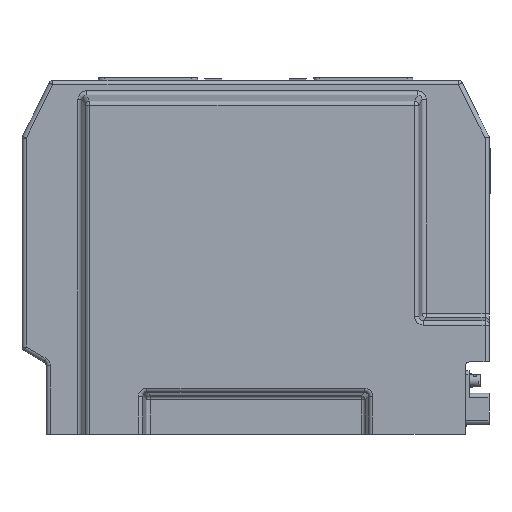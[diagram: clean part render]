
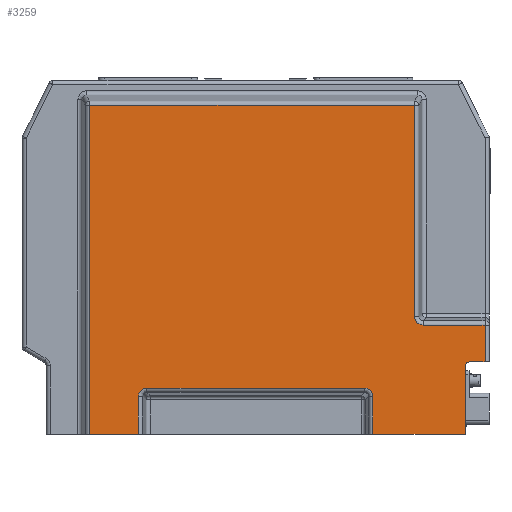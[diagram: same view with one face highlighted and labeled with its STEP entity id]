
A CAD part, front view. The second image highlights one B-rep face of the part: STEP entity #3259.
In plain terms, the highlighted planar face has unit normal (0, -1, 0).
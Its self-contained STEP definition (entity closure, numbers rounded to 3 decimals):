
#3259=ADVANCED_FACE('',(#23737),#23739,.F.);
#23737=FACE_BOUND('',#23738,.T.);
#23738=EDGE_LOOP('',(#42312,#42313,#42314,#42315,#42316,#42317,#42318,#42319,#42320,
#42321,#42322,#42323,#42324,#42325,#42326,#42327));
#23739=PLANE('',#23740);
#23740=AXIS2_PLACEMENT_3D('',#23741,#23742,#23743);
#23741=CARTESIAN_POINT('',(0.,-90.,0.));
#23742=DIRECTION('',(0.,1.,0.));
#23743=DIRECTION('',(-1.,0.,0.));
#42312=ORIENTED_EDGE('',*,*,#54080,.F.);
#42313=ORIENTED_EDGE('',*,*,#52551,.F.);
#42314=ORIENTED_EDGE('',*,*,#52607,.T.);
#42315=ORIENTED_EDGE('',*,*,#54081,.F.);
#42316=ORIENTED_EDGE('',*,*,#54082,.T.);
#42317=ORIENTED_EDGE('',*,*,#54083,.F.);
#42318=ORIENTED_EDGE('',*,*,#54084,.F.);
#42319=ORIENTED_EDGE('',*,*,#54085,.F.);
#42320=ORIENTED_EDGE('',*,*,#54086,.F.);
#42321=ORIENTED_EDGE('',*,*,#54087,.T.);
#42322=ORIENTED_EDGE('',*,*,#54088,.F.);
#42323=ORIENTED_EDGE('',*,*,#52559,.F.);
#42324=ORIENTED_EDGE('',*,*,#54089,.F.);
#42325=ORIENTED_EDGE('',*,*,#54090,.F.);
#42326=ORIENTED_EDGE('',*,*,#54091,.F.);
#42327=ORIENTED_EDGE('',*,*,#54092,.F.);
#52551=EDGE_CURVE('',#58907,#58909,#58910,.T.);
#52559=EDGE_CURVE('',#58923,#58925,#58926,.T.);
#52607=EDGE_CURVE('',#58907,#59009,#59011,.T.);
#54080=EDGE_CURVE('',#58909,#61956,#61957,.T.);
#54081=EDGE_CURVE('',#61958,#59009,#61959,.F.);
#54082=EDGE_CURVE('',#61958,#61960,#61961,.T.);
#54083=EDGE_CURVE('',#61962,#61960,#61963,.T.);
#54084=EDGE_CURVE('',#61964,#61962,#61965,.T.);
#54085=EDGE_CURVE('',#61966,#61964,#61967,.F.);
#54086=EDGE_CURVE('',#61968,#61966,#61969,.T.);
#54087=EDGE_CURVE('',#61968,#61970,#61971,.T.);
#54088=EDGE_CURVE('',#58925,#61970,#61972,.T.);
#54089=EDGE_CURVE('',#61973,#58923,#61974,.T.);
#54090=EDGE_CURVE('',#61975,#61973,#61976,.F.);
#54091=EDGE_CURVE('',#61977,#61975,#61978,.F.);
#54092=EDGE_CURVE('',#61956,#61977,#61979,.F.);
#58907=VERTEX_POINT('',#71722);
#58909=VERTEX_POINT('',#71726);
#58910=LINE('',#71727,#71728);
#58923=VERTEX_POINT('',#71757);
#58925=VERTEX_POINT('',#71762);
#58926=LINE('',#71763,#71764);
#59009=VERTEX_POINT('',#72062);
#59011=LINE('',#72066,#72067);
#61956=VERTEX_POINT('',#78921);
#61957=LINE('',#78922,#78923);
#61958=VERTEX_POINT('',#78925);
#61959=CIRCLE('',#78926,3.);
#61960=VERTEX_POINT('',#78930);
#61961=LINE('',#78931,#78932);
#61962=VERTEX_POINT('',#78934);
#61963=LINE('',#78935,#78936);
#61964=VERTEX_POINT('',#78938);
#61965=LINE('',#78939,#78940);
#61966=VERTEX_POINT('',#78942);
#61967=(BOUNDED_CURVE()B_SPLINE_CURVE(3,
(#78943,#78944,#78945,#78946),
.UNSPECIFIED.,.F.,.F.)B_SPLINE_CURVE_WITH_KNOTS((4,4),
(0.,1.),
.UNSPECIFIED.)CURVE()GEOMETRIC_REPRESENTATION_ITEM()RATIONAL_B_SPLINE_CURVE((1.,
0.807,0.807,1.))REPRESENTATION_ITEM(''));
#61968=VERTEX_POINT('',#78947);
#61969=LINE('',#78948,#78949);
#61970=VERTEX_POINT('',#78951);
#61971=LINE('',#78952,#78953);
#61972=LINE('',#78955,#78956);
#61973=VERTEX_POINT('',#78958);
#61974=LINE('',#78959,#78960);
#61975=VERTEX_POINT('',#78962);
#61976=(BOUNDED_CURVE()B_SPLINE_CURVE(3,
(#78963,#78964,#78965,#78966),
.UNSPECIFIED.,.F.,.F.)B_SPLINE_CURVE_WITH_KNOTS((4,4),
(0.,1.),
.UNSPECIFIED.)CURVE()GEOMETRIC_REPRESENTATION_ITEM()RATIONAL_B_SPLINE_CURVE((1.,
0.807,0.807,1.))REPRESENTATION_ITEM(''));
#61977=VERTEX_POINT('',#78967);
#61978=LINE('',#78968,#78969);
#61979=(BOUNDED_CURVE()B_SPLINE_CURVE(3,
(#78971,#78972,#78973,#78974),
.UNSPECIFIED.,.F.,.F.)B_SPLINE_CURVE_WITH_KNOTS((4,4),
(0.,1.),
.UNSPECIFIED.)CURVE()GEOMETRIC_REPRESENTATION_ITEM()RATIONAL_B_SPLINE_CURVE((1.,
0.807,0.807,1.))REPRESENTATION_ITEM(''));
#71722=CARTESIAN_POINT('',(148.,-90.,-125.));
#71726=CARTESIAN_POINT('',(82.749,-90.,-125.));
#71727=CARTESIAN_POINT('',(148.,-90.,-125.));
#71728=VECTOR('',#71729,1.);
#71729=DIRECTION('',(-1.,0.,0.));
#71757=CARTESIAN_POINT('',(-82.749,-90.,-125.));
#71762=CARTESIAN_POINT('',(-117.251,-90.,-125.));
#71763=CARTESIAN_POINT('',(-82.749,-90.,-125.));
#71764=VECTOR('',#71765,1.);
#71765=DIRECTION('',(-1.,0.,0.));
#72062=CARTESIAN_POINT('',(148.,-90.,-76.815));
#72066=CARTESIAN_POINT('',(148.,-90.,-125.));
#72067=VECTOR('',#72068,1.);
#72068=DIRECTION('',(0.,0.,1.));
#78921=CARTESIAN_POINT('',(82.749,-90.,-98.228));
#78922=CARTESIAN_POINT('',(82.749,-90.,-125.));
#78923=VECTOR('',#78924,1.);
#78924=DIRECTION('',(0.,0.,1.));
#78925=CARTESIAN_POINT('',(151.,-90.,-73.815));
#78926=AXIS2_PLACEMENT_3D('',#78927,#78928,#78929);
#78927=CARTESIAN_POINT('',(151.,-90.,-76.815));
#78928=DIRECTION('',(0.,1.,0.));
#78929=DIRECTION('',(-1.,0.,0.));
#78930=CARTESIAN_POINT('',(162.,-90.,-73.815));
#78931=CARTESIAN_POINT('',(151.,-90.,-73.815));
#78932=VECTOR('',#78933,1.);
#78933=DIRECTION('',(1.,0.,0.));
#78934=CARTESIAN_POINT('',(162.,-90.,-47.749));
#78935=CARTESIAN_POINT('',(162.,-90.,-47.749));
#78936=VECTOR('',#78937,1.);
#78937=DIRECTION('',(0.,0.,-1.));
#78938=CARTESIAN_POINT('',(118.228,-90.,-47.749));
#78939=CARTESIAN_POINT('',(118.228,-90.,-47.749));
#78940=VECTOR('',#78941,1.);
#78941=DIRECTION('',(1.,0.,0.));
#78942=CARTESIAN_POINT('',(112.251,-90.,-41.772));
#78943=CARTESIAN_POINT('',(118.228,-90.,-47.749));
#78944=CARTESIAN_POINT('',(114.721,-90.,-47.749));
#78945=CARTESIAN_POINT('',(112.251,-90.,-45.279));
#78946=CARTESIAN_POINT('',(112.251,-90.,-41.772));
#78947=CARTESIAN_POINT('',(112.251,-90.,107.445));
#78948=CARTESIAN_POINT('',(112.251,-90.,107.445));
#78949=VECTOR('',#78950,1.);
#78950=DIRECTION('',(0.,0.,-1.));
#78951=CARTESIAN_POINT('',(-117.251,-90.,107.445));
#78952=CARTESIAN_POINT('',(112.251,-90.,107.445));
#78953=VECTOR('',#78954,1.);
#78954=DIRECTION('',(-1.,0.,0.));
#78955=CARTESIAN_POINT('',(-117.251,-90.,-125.));
#78956=VECTOR('',#78957,1.);
#78957=DIRECTION('',(0.,0.,1.));
#78958=CARTESIAN_POINT('',(-82.749,-90.,-98.228));
#78959=CARTESIAN_POINT('',(-82.749,-90.,-98.228));
#78960=VECTOR('',#78961,1.);
#78961=DIRECTION('',(0.,0.,-1.));
#78962=CARTESIAN_POINT('',(-76.772,-90.,-92.251));
#78963=CARTESIAN_POINT('',(-82.749,-90.,-98.228));
#78964=CARTESIAN_POINT('',(-82.749,-90.,-94.721));
#78965=CARTESIAN_POINT('',(-80.279,-90.,-92.251));
#78966=CARTESIAN_POINT('',(-76.772,-90.,-92.251));
#78967=CARTESIAN_POINT('',(76.772,-90.,-92.251));
#78968=CARTESIAN_POINT('',(-76.772,-90.,-92.251));
#78969=VECTOR('',#78970,1.);
#78970=DIRECTION('',(1.,0.,0.));
#78971=CARTESIAN_POINT('',(76.772,-90.,-92.251));
#78972=CARTESIAN_POINT('',(80.279,-90.,-92.251));
#78973=CARTESIAN_POINT('',(82.749,-90.,-94.721));
#78974=CARTESIAN_POINT('',(82.749,-90.,-98.228));
